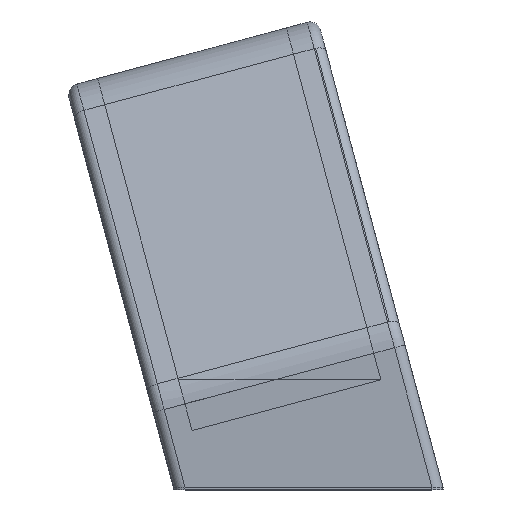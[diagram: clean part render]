
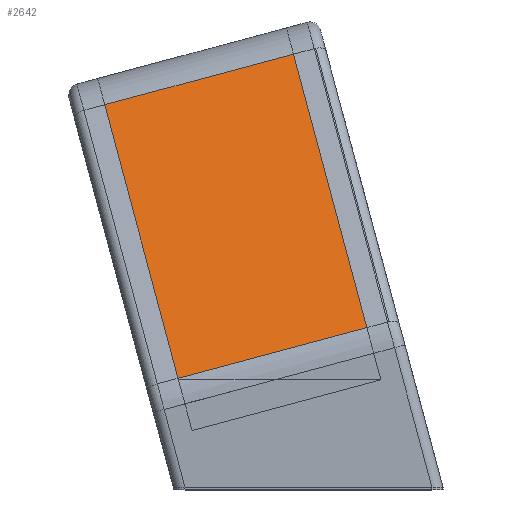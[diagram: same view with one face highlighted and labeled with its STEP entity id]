
A CAD part, top view. The second image highlights one B-rep face of the part: STEP entity #2642.
In plain terms, the highlighted planar face has unit normal (-0.128, 0.476, 0.87).
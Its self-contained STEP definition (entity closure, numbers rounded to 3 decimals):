
#61 = ORIENTED_EDGE ( 'NONE', *, *, #2684, .F. ) ;
#2101 = CARTESIAN_POINT ( 'NONE',  ( -24.616, 10.156, 63.35 ) ) ;
#2116 = LINE ( 'NONE', #2175, #2174 ) ;
#2126 = CARTESIAN_POINT ( 'NONE',  ( -7.086, 14.854, 63.35 ) ) ;
#2158 = PLANE ( 'NONE',  #2163 ) ;
#2163 = AXIS2_PLACEMENT_3D ( 'NONE', #2166, #2170, #2169 ) ;
#2166 = CARTESIAN_POINT ( 'NONE',  ( -159.323, 1.308, 48.436 ) ) ;
#2169 = DIRECTION ( 'NONE',  ( 0., 0.877, -0.48 ) ) ;
#2170 = DIRECTION ( 'NONE',  ( 0.128, -0.476, -0.87 ) ) ;
#2172 = FACE_OUTER_BOUND ( 'NONE', #2615, .T. ) ;
#2173 = DIRECTION ( 'NONE',  ( 0.966, 0.259, 0. ) ) ;
#2174 = VECTOR ( 'NONE', #2173, 1000. ) ;
#2175 = CARTESIAN_POINT ( 'NONE',  ( -159.323, 1.308, 48.436 ) ) ;
#2197 = DIRECTION ( 'NONE',  ( 0.966, 0.259, 0. ) ) ;
#2198 = VECTOR ( 'NONE', #2197, 1000. ) ;
#2199 = CARTESIAN_POINT ( 'NONE',  ( -152.511, -24.113, 63.35 ) ) ;
#2200 = LINE ( 'NONE', #2199, #2198 ) ;
#2211 = CARTESIAN_POINT ( 'NONE',  ( -31.427, 35.578, 48.436 ) ) ;
#2212 = DIRECTION ( 'NONE',  ( -0.225, 0.84, -0.493 ) ) ;
#2213 = VECTOR ( 'NONE', #2212, 1000. ) ;
#2214 = CARTESIAN_POINT ( 'NONE',  ( -31.427, 35.578, 48.436 ) ) ;
#2215 = LINE ( 'NONE', #2214, #2213 ) ;
#2231 = CARTESIAN_POINT ( 'NONE',  ( -13.897, 40.275, 48.436 ) ) ;
#2264 = DIRECTION ( 'NONE',  ( -0.225, 0.84, -0.493 ) ) ;
#2266 = VECTOR ( 'NONE', #2264, 1000. ) ;
#2267 = LINE ( 'NONE', #2271, #2266 ) ;
#2271 = CARTESIAN_POINT ( 'NONE',  ( -13.897, 40.275, 48.436 ) ) ;
#2615 = EDGE_LOOP ( 'NONE', ( #61, #2672, #2673, #2646 ) ) ;
#2619 = VERTEX_POINT ( 'NONE', #2101 ) ;
#2633 = VERTEX_POINT ( 'NONE', #2126 ) ;
#2637 = EDGE_CURVE ( 'NONE', #2687, #2676, #2116, .T. ) ;
#2642 = ADVANCED_FACE ( 'NONE', ( #2172 ), #2158, .F. ) ;
#2646 = ORIENTED_EDGE ( 'NONE', *, *, #2637, .F. ) ;
#2653 = EDGE_CURVE ( 'NONE', #2619, #2633, #2200, .T. ) ;
#2672 = ORIENTED_EDGE ( 'NONE', *, *, #2653, .T. ) ;
#2673 = ORIENTED_EDGE ( 'NONE', *, *, #2688, .T. ) ;
#2676 = VERTEX_POINT ( 'NONE', #2231 ) ;
#2684 = EDGE_CURVE ( 'NONE', #2619, #2687, #2215, .T. ) ;
#2687 = VERTEX_POINT ( 'NONE', #2211 ) ;
#2688 = EDGE_CURVE ( 'NONE', #2633, #2676, #2267, .T. ) ;
